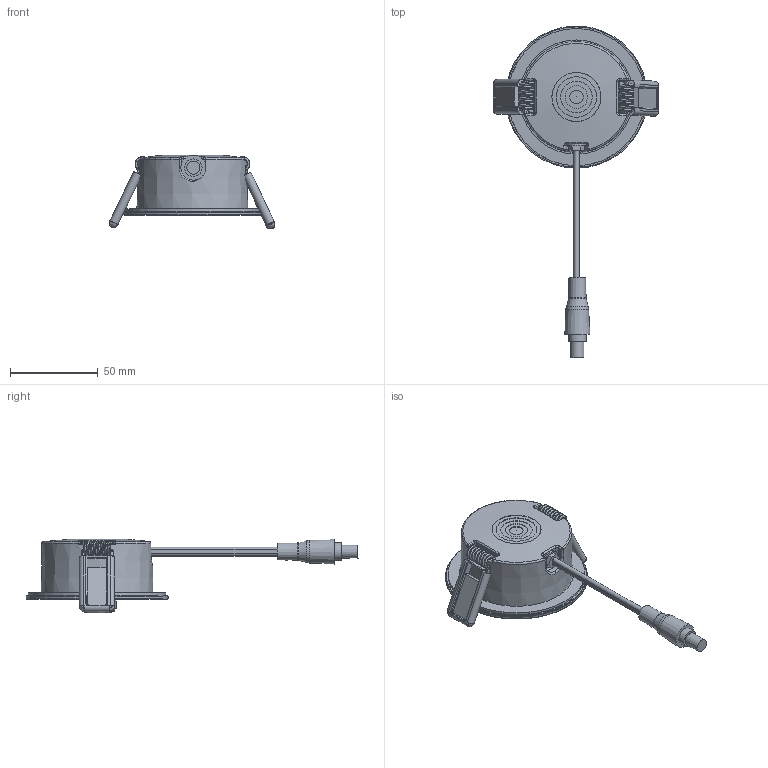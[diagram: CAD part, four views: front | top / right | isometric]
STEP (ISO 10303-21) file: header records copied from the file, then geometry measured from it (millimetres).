
FILE_DESCRIPTION (( 'STEP AP214' ), '1' );
FILE_NAME ('SPAIRADJ1.STEP', '2023-03-07T11:48:27', ( '' ), ( '' ), 'SwSTEP 2.0', 'SolidWorks 2020', '' );
FILE_SCHEMA (( 'AUTOMOTIVE_DESIGN' ));
Length unit declared in the file: millimetre
Products named in the file (1): SPAIRADJ1
Bounding box: 94.48 x 189.22 x 42.14 mm (x, y, z)
Volume: 59839.6 mm3; surface area: 63636.6 mm2
Topology: 13 solids, 21 shells, 863 faces, 2216 edges, 1380 vertices
Faces by surface type: plane 271, cylinder 204, bspline 164, torus 124, cone 73, sphere 27
Full cylindrical faces by diameter (mm): 1.4 x2, 6.8 x1, 7.67 x1, 10 x1, 12.8 x1, 17.88 x1, 23.04 x1, 28 x1, 35.547 x1, 60 x1
Entity records: 51459 total; most frequent: CARTESIAN_POINT 23005, ORIENTED_EDGE 4250, DIRECTION 3448, EDGE_CURVE 2125, AXIS2_PLACEMENT_3D 1421, VERTEX_POINT 1361, EDGE_LOOP 932, FACE_OUTER_BOUND 888
